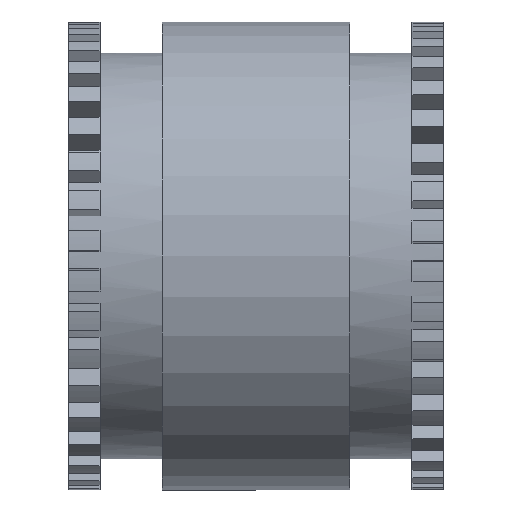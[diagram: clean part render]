
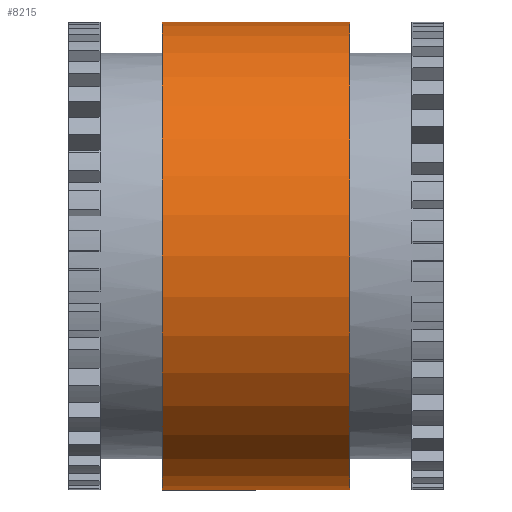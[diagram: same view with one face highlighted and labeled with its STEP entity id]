
A CAD part, left-side view. The second image highlights one B-rep face of the part: STEP entity #8215.
In plain terms, the highlighted cylindrical face has radius 37.5 mm (diameter 75 mm), a partial arc.
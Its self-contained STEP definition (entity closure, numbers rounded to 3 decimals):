
#443 = VECTOR ( 'NONE', #5535, 1000. ) ;
#618 = DIRECTION ( 'NONE',  ( 0., -1., 0. ) ) ;
#778 = CARTESIAN_POINT ( 'NONE',  ( 0., 45., 37.5 ) ) ;
#1066 = CARTESIAN_POINT ( 'NONE',  ( 0., 60., 37.5 ) ) ;
#1329 = ORIENTED_EDGE ( 'NONE', *, *, #5391, .F. ) ;
#1749 = ORIENTED_EDGE ( 'NONE', *, *, #8173, .T. ) ;
#2605 = VERTEX_POINT ( 'NONE', #5048 ) ;
#2880 = DIRECTION ( 'NONE',  ( 0., 0., 1. ) ) ;
#3010 = CIRCLE ( 'NONE', #3637, 37.5 ) ;
#3157 = CARTESIAN_POINT ( 'NONE',  ( 0., 60., -37.5 ) ) ;
#3190 = DIRECTION ( 'NONE',  ( 0., 0., -1. ) ) ;
#3259 = EDGE_CURVE ( 'NONE', #6706, #5009, #9027, .T. ) ;
#3414 = DIRECTION ( 'NONE',  ( 0., -1., 0. ) ) ;
#3637 = AXIS2_PLACEMENT_3D ( 'NONE', #5229, #7510, #2880 ) ;
#3645 = CIRCLE ( 'NONE', #7174, 37.5 ) ;
#3657 = CYLINDRICAL_SURFACE ( 'NONE', #9918, 37.5 ) ;
#3721 = DIRECTION ( 'NONE',  ( 0., 0., -1. ) ) ;
#3939 = DIRECTION ( 'NONE',  ( 0., -1., 0. ) ) ;
#4735 = CARTESIAN_POINT ( 'NONE',  ( 0., 60., 0. ) ) ;
#4736 = VECTOR ( 'NONE', #3414, 1000. ) ;
#4784 = EDGE_CURVE ( 'NONE', #5009, #7713, #3645, .T. ) ;
#4895 = CARTESIAN_POINT ( 'NONE',  ( 0., 15., 37.5 ) ) ;
#5009 = VERTEX_POINT ( 'NONE', #4895 ) ;
#5048 = CARTESIAN_POINT ( 'NONE',  ( 0., 45., -37.5 ) ) ;
#5229 = CARTESIAN_POINT ( 'NONE',  ( 0., 45., 0. ) ) ;
#5391 = EDGE_CURVE ( 'NONE', #2605, #6706, #3010, .T. ) ;
#5535 = DIRECTION ( 'NONE',  ( 0., -1., 0. ) ) ;
#5625 = FACE_OUTER_BOUND ( 'NONE', #9576, .T. ) ;
#6706 = VERTEX_POINT ( 'NONE', #778 ) ;
#6960 = LINE ( 'NONE', #3157, #443 ) ;
#7174 = AXIS2_PLACEMENT_3D ( 'NONE', #9271, #618, #3721 ) ;
#7243 = ORIENTED_EDGE ( 'NONE', *, *, #4784, .F. ) ;
#7503 = ORIENTED_EDGE ( 'NONE', *, *, #3259, .F. ) ;
#7510 = DIRECTION ( 'NONE',  ( 0., 1., 0. ) ) ;
#7713 = VERTEX_POINT ( 'NONE', #9507 ) ;
#8173 = EDGE_CURVE ( 'NONE', #2605, #7713, #6960, .T. ) ;
#8215 = ADVANCED_FACE ( 'NONE', ( #5625 ), #3657, .T. ) ;
#9027 = LINE ( 'NONE', #1066, #4736 ) ;
#9271 = CARTESIAN_POINT ( 'NONE',  ( 0., 15., 0. ) ) ;
#9507 = CARTESIAN_POINT ( 'NONE',  ( 0., 15., -37.5 ) ) ;
#9576 = EDGE_LOOP ( 'NONE', ( #7503, #1329, #1749, #7243 ) ) ;
#9918 = AXIS2_PLACEMENT_3D ( 'NONE', #4735, #3939, #3190 ) ;
